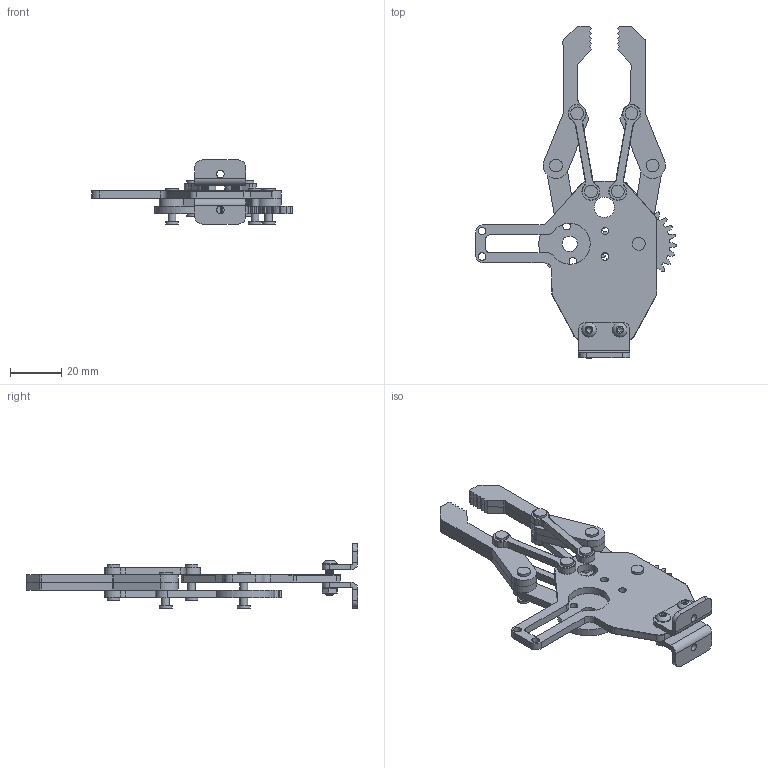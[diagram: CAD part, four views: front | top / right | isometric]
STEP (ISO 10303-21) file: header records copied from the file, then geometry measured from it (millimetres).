
FILE_DESCRIPTION(/* description */ (''),/* implementation_level */ '2;1');
FILE_NAME(/* name */ 'Link 4 v1.step',/* time_stamp */ '2024-02-09T13:20:03+05:30',/* author */ (''),/* organization */ (''),/* preprocessor_version */ 'ST-DEVELOPER v20',/* originating_system */ 'Autodesk Translation Framework v12.14.0.127',/* authorisation */ '');
FILE_SCHEMA (('AUTOMOTIVE_DESIGN { 1 0 10303 214 3 1 1 }'));
Length unit declared in the file: millimetre
Products named in the file (10): Link 4; part8; part9; Part6; Part5; Part4; Part11; Part10; socket button head screw_iso_ISO 7380 - M3 x 12 - 12S; hex nut style 1 gradeab_iso_ISO - 4032 - M3 - W - N
Assembly tree (24 placements, depth 2):
  Link 4
    part8
    part9
    Part4  x4
    Part5  x4
    Part6
    Part10  x7
    Part11  x2
    socket button head screw_iso_ISO 7380 - M3 x 12 - 12S  x2
    hex nut style 1 gradeab_iso_ISO - 4032 - M3 - W - N  x2
Bounding box: 78.37 x 129.66 x 25 mm (x, y, z)
Volume: 20746.5 mm3; surface area: 21834 mm2
Topology: 24 solids, 24 shells, 776 faces, 1976 edges, 1264 vertices
Faces by surface type: cylinder 359, plane 235, cone 108, torus 72, sphere 2
Full cylindrical faces by diameter (mm): 2.5 x2, 3 x91, 5 x14, 5.5 x2, 5.7 x2, 6 x1, 8 x1
Entity records: 14175 total; most frequent: DIRECTION 2707, CARTESIAN_POINT 2393, ORIENTED_EDGE 2294, EDGE_CURVE 1147, AXIS2_PLACEMENT_3D 1114, VERTEX_POINT 738, CIRCLE 646, EDGE_LOOP 485
